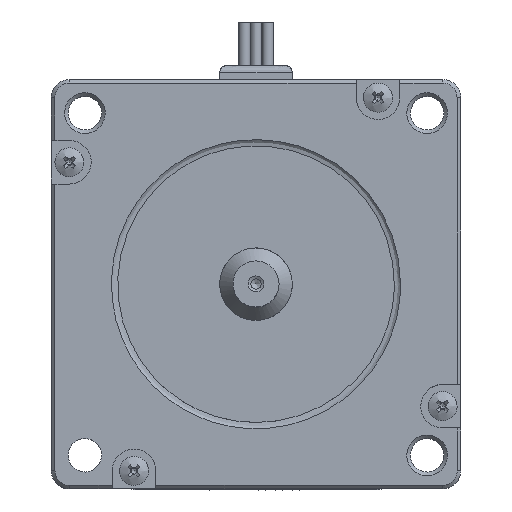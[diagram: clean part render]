
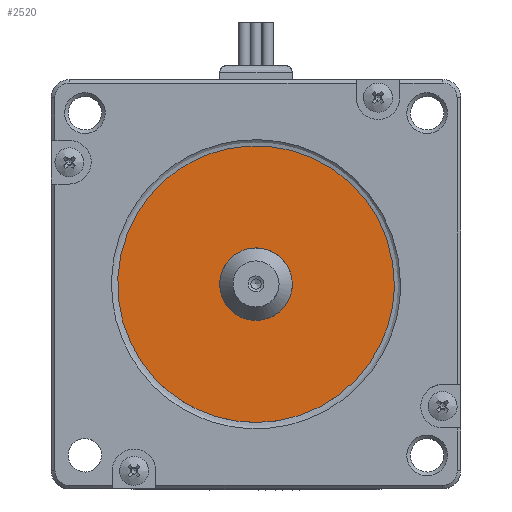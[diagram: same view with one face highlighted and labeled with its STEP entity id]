
A CAD part, top view. The second image highlights one B-rep face of the part: STEP entity #2520.
In plain terms, the highlighted free-form (B-spline) face has degree [1, 1] with [2, 2] control points.
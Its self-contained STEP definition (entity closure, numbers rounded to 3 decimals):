
#1931 = EDGE_CURVE('',#1932,#1932,#1934,.T.);
#1932 = VERTEX_POINT('',#1933);
#1933 = CARTESIAN_POINT('',(6.846,0.,2.191));
#1934 = ( BOUNDED_CURVE() B_SPLINE_CURVE(2,(#1935,#1936,#1937,#1938,
#1939,#1940,#1941),.UNSPECIFIED.,.T.,.F.) B_SPLINE_CURVE_WITH_KNOTS((1,2
    ,2,2,2,1),(-2.094,0.,2.094,4.189,
6.283,8.378),.UNSPECIFIED.) CURVE() 
GEOMETRIC_REPRESENTATION_ITEM() RATIONAL_B_SPLINE_CURVE((1.,0.5,1.,0.5,
1.,0.5,1.)) REPRESENTATION_ITEM('') );
#1935 = CARTESIAN_POINT('',(6.846,0.,2.191));
#1936 = CARTESIAN_POINT('',(6.846,11.858,2.191
    ));
#1937 = CARTESIAN_POINT('',(-3.423,5.929,
    2.191));
#1938 = CARTESIAN_POINT('',(-13.692,0.,
    2.191));
#1939 = CARTESIAN_POINT('',(-3.423,-5.929,
    2.191));
#1940 = CARTESIAN_POINT('',(6.846,-11.858,
    2.191));
#1941 = CARTESIAN_POINT('',(6.846,0.,2.191));
#2520 = ADVANCED_FACE('',(#2521,#2535),#2538,.T.);
#2521 = FACE_BOUND('',#2522,.T.);
#2522 = EDGE_LOOP('',(#2523));
#2523 = ORIENTED_EDGE('',*,*,#2524,.T.);
#2524 = EDGE_CURVE('',#2525,#2525,#2527,.T.);
#2525 = VERTEX_POINT('',#2526);
#2526 = CARTESIAN_POINT('',(26.084,0.,2.191));
#2527 = ( BOUNDED_CURVE() B_SPLINE_CURVE(2,(#2528,#2529,#2530,#2531,
#2532,#2533,#2534),.UNSPECIFIED.,.T.,.F.) B_SPLINE_CURVE_WITH_KNOTS((1,2
    ,2,2,2,1),(-2.094,0.,2.094,4.189,
6.283,8.378),.UNSPECIFIED.) CURVE() 
GEOMETRIC_REPRESENTATION_ITEM() RATIONAL_B_SPLINE_CURVE((1.,0.5,1.,0.5,
1.,0.5,1.)) REPRESENTATION_ITEM('') );
#2528 = CARTESIAN_POINT('',(26.084,0.,2.191));
#2529 = CARTESIAN_POINT('',(26.084,45.178,
    2.191));
#2530 = CARTESIAN_POINT('',(-13.042,22.589,
    2.191));
#2531 = CARTESIAN_POINT('',(-52.167,0.,
    2.191));
#2532 = CARTESIAN_POINT('',(-13.042,-22.589,
    2.191));
#2533 = CARTESIAN_POINT('',(26.084,-45.178,
    2.191));
#2534 = CARTESIAN_POINT('',(26.084,0.,2.191));
#2535 = FACE_BOUND('',#2536,.T.);
#2536 = EDGE_LOOP('',(#2537));
#2537 = ORIENTED_EDGE('',*,*,#1931,.F.);
#2538 = B_SPLINE_SURFACE_WITH_KNOTS('',1,1,(
    (#2539,#2540)
    ,(#2541,#2542
  )),.UNSPECIFIED.,.F.,.F.,.F.,(2,2),(2,2),(-19.05,19.05),(-19.05,19.05)
  ,.PIECEWISE_BEZIER_KNOTS.);
#2539 = CARTESIAN_POINT('',(-26.084,-26.084,
    2.191));
#2540 = CARTESIAN_POINT('',(-26.084,26.084,
    2.191));
#2541 = CARTESIAN_POINT('',(26.084,-26.084,
    2.191));
#2542 = CARTESIAN_POINT('',(26.084,26.084,
    2.191));
